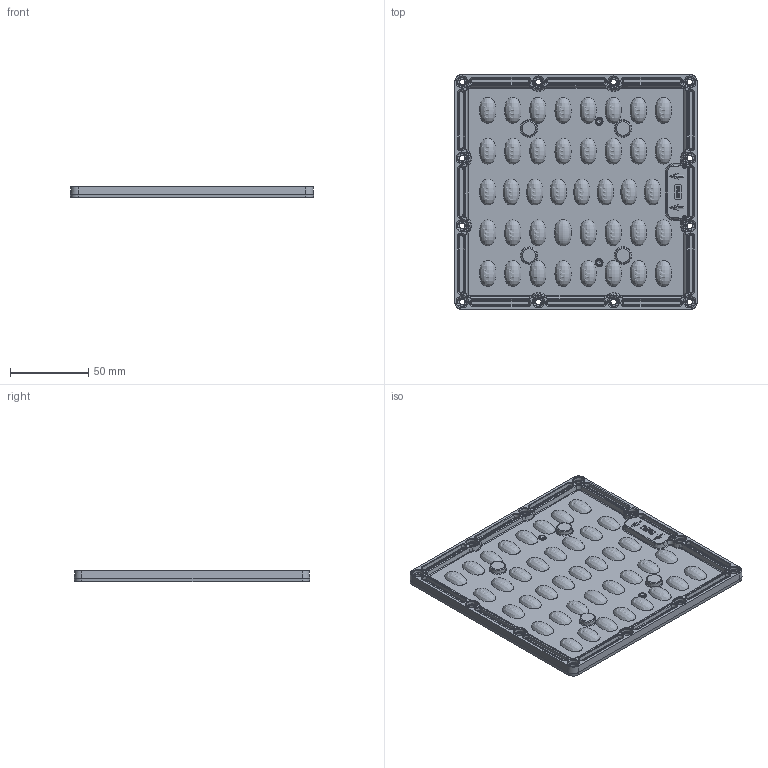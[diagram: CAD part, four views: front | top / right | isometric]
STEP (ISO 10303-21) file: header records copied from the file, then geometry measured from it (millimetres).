
FILE_DESCRIPTION(/* description */ (''),/* implementation_level */ '2;1');
FILE_NAME(/* name */ 'JY-BAF40TYPE3-156151(无光学3D）.stp',/* time_stamp */ '2021-09-17T20:33:52+08:00',/* author */ (''),/* organization */ (''),/* preprocessor_version */ 'ST-DEVELOPER v16',/* originating_system */ 'SIEMENS PLM Software NX 10.0',/* authorisation */ '');
FILE_SCHEMA (('AP203_CONFIGURATION_CONTROLLED_3D_DESIGN_OF_MECHANICAL_PARTS_AND_ASSEMBLIES_MIM_LF { 1 0 10303 403 2 1 2}'));
Products named in the file (1): Admi07186181kn05
Bounding box: 155 x 150 x 7.14 mm (x, y, z)
Volume: 66226.9 mm3; surface area: 61867.2 mm2
Topology: 1 solids, 1 shells, 1159 faces, 2846 edges, 1822 vertices
Faces by surface type: plane 377, cylinder 260, cone 191, torus 165, bspline 117, extrusion 47, sphere 2
Entity records: 47519 total; most frequent: CARTESIAN_POINT 21752, ORIENTED_EDGE 5478, DIRECTION 4960, EDGE_CURVE 2739, AXIS2_PLACEMENT_3D 1809, VERTEX_POINT 1803, EDGE_LOOP 1404, VECTOR 1342
